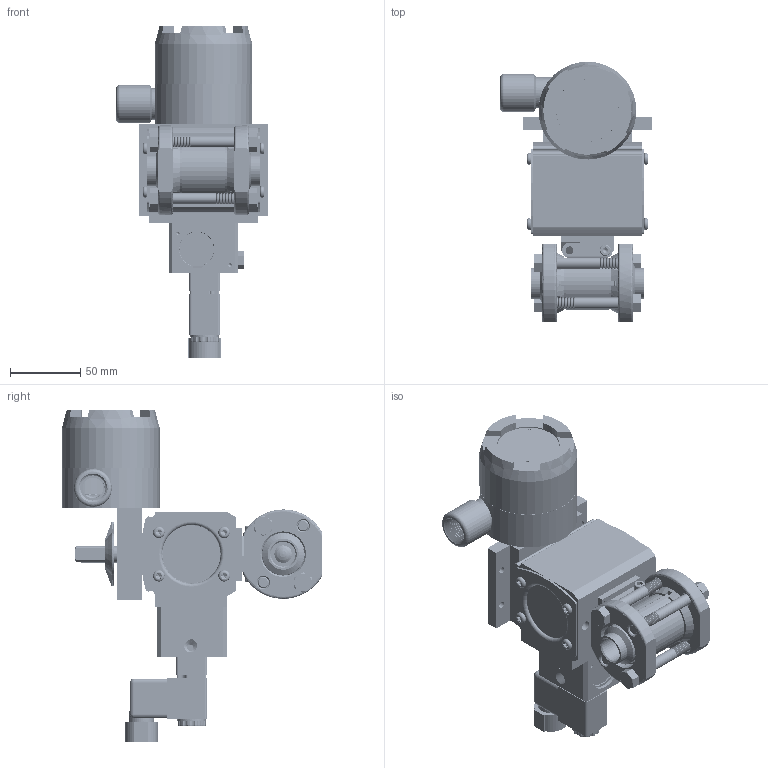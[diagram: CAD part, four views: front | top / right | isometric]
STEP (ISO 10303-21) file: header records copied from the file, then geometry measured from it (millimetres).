
FILE_DESCRIPTION (( 'STEP AP203' ), '1' );
FILE_NAME ('27XXSWFA512D4GPDCLS.step', '2018-09-05T12:34:07', ( '' ), ( '' ), 'SwSTEP 2.0', 'SolidWorks 2018', '' );
FILE_SCHEMA (( 'CONFIG_CONTROL_DESIGN' ));
Products named in the file (1): 27XXSWFA512D4GPDCLS
Bounding box: 107.71 x 184.85 x 235.76 mm (x, y, z)
Volume: 662927.4 mm3; surface area: 251148 mm2
Topology: 52 solids, 52 shells, 4612 faces, 12346 edges, 7858 vertices
Faces by surface type: cylinder 2057, cone 1421, plane 750, bspline 194, torus 184, sphere 6
Entity records: 224551 total; most frequent: CARTESIAN_POINT 113248, ORIENTED_EDGE 24336, DIRECTION 23080, EDGE_CURVE 12168, AXIS2_PLACEMENT_3D 9294, VERTEX_POINT 7854, EDGE_LOOP 4982, CIRCLE 4875
